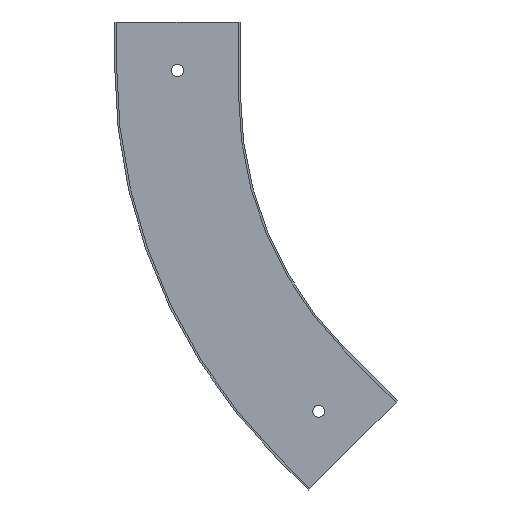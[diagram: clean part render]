
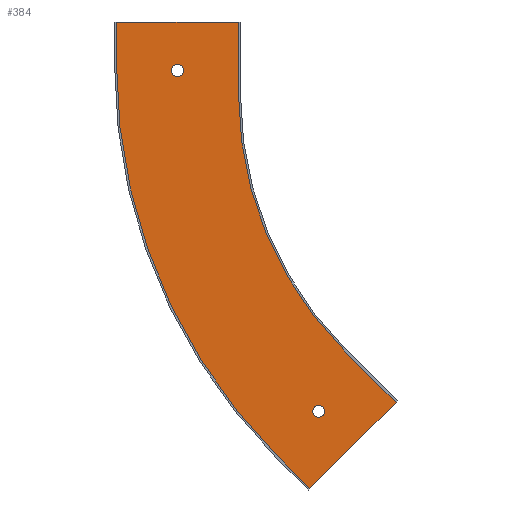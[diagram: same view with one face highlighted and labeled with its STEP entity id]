
A CAD part, front view. The second image highlights one B-rep face of the part: STEP entity #384.
In plain terms, the highlighted planar face has unit normal (0, -1, 0).
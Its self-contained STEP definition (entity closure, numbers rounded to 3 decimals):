
#5 = DIRECTION ( 'NONE',  ( 0., 0., 1. ) ) ;
#7 = CARTESIAN_POINT ( 'NONE',  ( 58.327, 0., -158.315 ) ) ;
#8 = CARTESIAN_POINT ( 'NONE',  ( 0., 0., -17.5 ) ) ;
#31 = CARTESIAN_POINT ( 'NONE',  ( 204., 0., -17.988 ) ) ;
#37 = DIRECTION ( 'NONE',  ( 0., 1., 0. ) ) ;
#102 = PLANE ( 'NONE',  #263 ) ;
#108 = LINE ( 'NONE', #456, #109 ) ;
#109 = VECTOR ( 'NONE', #455, 1000. ) ;
#110 = CIRCLE ( 'NONE', #294, 2.5 ) ;
#132 = LINE ( 'NONE', #429, #135 ) ;
#135 = VECTOR ( 'NONE', #428, 1000. ) ;
#181 = VERTEX_POINT ( 'NONE', #689 ) ;
#186 = VERTEX_POINT ( 'NONE', #683 ) ;
#187 = VERTEX_POINT ( 'NONE', #687 ) ;
#188 = VERTEX_POINT ( 'NONE', #686 ) ;
#189 = VERTEX_POINT ( 'NONE', #676 ) ;
#195 = VERTEX_POINT ( 'NONE', #667 ) ;
#197 = VERTEX_POINT ( 'NONE', #660 ) ;
#202 = ORIENTED_EDGE ( 'NONE', *, *, #289, .F. ) ;
#217 = ORIENTED_EDGE ( 'NONE', *, *, #334, .F. ) ;
#218 = ORIENTED_EDGE ( 'NONE', *, *, #336, .F. ) ;
#221 = ORIENTED_EDGE ( 'NONE', *, *, #314, .F. ) ;
#245 = VERTEX_POINT ( 'NONE', #707 ) ;
#252 = EDGE_CURVE ( 'NONE', #186, #187, #520, .T. ) ;
#253 = EDGE_CURVE ( 'NONE', #181, #189, #519, .T. ) ;
#256 = EDGE_CURVE ( 'NONE', #187, #195, #514, .T. ) ;
#263 = AXIS2_PLACEMENT_3D ( 'NONE', #31, #37, #5 ) ;
#267 = AXIS2_PLACEMENT_3D ( 'NONE', #681, #680, #679 ) ;
#270 = EDGE_CURVE ( 'NONE', #188, #181, #524, .T. ) ;
#285 = AXIS2_PLACEMENT_3D ( 'NONE', #693, #692, #691 ) ;
#289 = EDGE_CURVE ( 'NONE', #643, #643, #529, .T. ) ;
#294 = AXIS2_PLACEMENT_3D ( 'NONE', #451, #449, #447 ) ;
#314 = EDGE_CURVE ( 'NONE', #195, #245, #586, .T. ) ;
#317 = EDGE_CURVE ( 'NONE', #189, #186, #590, .T. ) ;
#320 = AXIS2_PLACEMENT_3D ( 'NONE', #652, #649, #648 ) ;
#334 = EDGE_CURVE ( 'NONE', #245, #197, #108, .T. ) ;
#336 = EDGE_CURVE ( 'NONE', #644, #644, #110, .T. ) ;
#349 = EDGE_CURVE ( 'NONE', #197, #188, #132, .T. ) ;
#384 = ADVANCED_FACE ( 'NONE', ( #631, #635, #626 ), #102, .F. ) ;
#390 = ORIENTED_EDGE ( 'NONE', *, *, #256, .F. ) ;
#395 = ORIENTED_EDGE ( 'NONE', *, *, #349, .F. ) ;
#414 = ORIENTED_EDGE ( 'NONE', *, *, #317, .F. ) ;
#415 = ORIENTED_EDGE ( 'NONE', *, *, #252, .F. ) ;
#419 = ORIENTED_EDGE ( 'NONE', *, *, #270, .F. ) ;
#420 = ORIENTED_EDGE ( 'NONE', *, *, #253, .F. ) ;
#428 = DIRECTION ( 'NONE',  ( 0., 0., -1. ) ) ;
#429 = CARTESIAN_POINT ( 'NONE',  ( 25.2, 0., -17.988 ) ) ;
#447 = DIRECTION ( 'NONE',  ( 0., 0., 1. ) ) ;
#449 = DIRECTION ( 'NONE',  ( 0., -1., 0. ) ) ;
#450 = CARTESIAN_POINT ( 'NONE',  ( 54.085, 0., -193.342 ) ) ;
#451 = CARTESIAN_POINT ( 'NONE',  ( 0., 0., -20. ) ) ;
#455 = DIRECTION ( 'NONE',  ( 1., 0., 0. ) ) ;
#456 = CARTESIAN_POINT ( 'NONE',  ( -26., 0., 0. ) ) ;
#496 = DIRECTION ( 'NONE',  ( 0., 0., 1. ) ) ;
#501 = CARTESIAN_POINT ( 'NONE',  ( -25.2, 0., -17.988 ) ) ;
#503 = DIRECTION ( 'NONE',  ( -0.707, 0., -0.707 ) ) ;
#509 = EDGE_LOOP ( 'NONE', ( #395, #217, #221, #390, #415, #414, #420, #419 ) ) ;
#511 = EDGE_LOOP ( 'NONE', ( #218 ) ) ;
#512 = EDGE_LOOP ( 'NONE', ( #202 ) ) ;
#514 = CIRCLE ( 'NONE', #285, 229.2 ) ;
#517 = VECTOR ( 'NONE', #700, 1000. ) ;
#519 = LINE ( 'NONE', #705, #517 ) ;
#520 = LINE ( 'NONE', #701, #521 ) ;
#521 = VECTOR ( 'NONE', #702, 1000. ) ;
#524 = CIRCLE ( 'NONE', #267, 149.8 ) ;
#529 = CIRCLE ( 'NONE', #320, 2.5 ) ;
#586 = LINE ( 'NONE', #501, #589 ) ;
#589 = VECTOR ( 'NONE', #496, 1000. ) ;
#590 = LINE ( 'NONE', #450, #593 ) ;
#593 = VECTOR ( 'NONE', #503, 1000. ) ;
#626 = FACE_OUTER_BOUND ( 'NONE', #509, .T. ) ;
#631 = FACE_BOUND ( 'NONE', #512, .T. ) ;
#635 = FACE_BOUND ( 'NONE', #511, .T. ) ;
#643 = VERTEX_POINT ( 'NONE', #7 ) ;
#644 = VERTEX_POINT ( 'NONE', #8 ) ;
#648 = DIRECTION ( 'NONE',  ( 0., 0., 1. ) ) ;
#649 = DIRECTION ( 'NONE',  ( 0., -1., 0. ) ) ;
#652 = CARTESIAN_POINT ( 'NONE',  ( 58.327, 0., -160.815 ) ) ;
#660 = CARTESIAN_POINT ( 'NONE',  ( 25.2, 0., 0. ) ) ;
#667 = CARTESIAN_POINT ( 'NONE',  ( -25.2, 0., -17.988 ) ) ;
#676 = CARTESIAN_POINT ( 'NONE',  ( 90.289, 0., -157.138 ) ) ;
#679 = DIRECTION ( 'NONE',  ( 0., 0., 1. ) ) ;
#680 = DIRECTION ( 'NONE',  ( 0., -1., 0. ) ) ;
#681 = CARTESIAN_POINT ( 'NONE',  ( 175., 0., -30. ) ) ;
#683 = CARTESIAN_POINT ( 'NONE',  ( 54.65, 0., -192.776 ) ) ;
#686 = CARTESIAN_POINT ( 'NONE',  ( 25.2, 0., -30. ) ) ;
#687 = CARTESIAN_POINT ( 'NONE',  ( 41.931, 0., -180.057 ) ) ;
#689 = CARTESIAN_POINT ( 'NONE',  ( 69.075, 0., -135.925 ) ) ;
#691 = DIRECTION ( 'NONE',  ( 0., 0., 1. ) ) ;
#692 = DIRECTION ( 'NONE',  ( 0., 1., 0. ) ) ;
#693 = CARTESIAN_POINT ( 'NONE',  ( 204., 0., -17.988 ) ) ;
#700 = DIRECTION ( 'NONE',  ( 0.707, 0., -0.707 ) ) ;
#701 = CARTESIAN_POINT ( 'NONE',  ( 41.931, 0., -180.057 ) ) ;
#702 = DIRECTION ( 'NONE',  ( -0.707, 0., 0.707 ) ) ;
#705 = CARTESIAN_POINT ( 'NONE',  ( 77.569, 0., -144.418 ) ) ;
#707 = CARTESIAN_POINT ( 'NONE',  ( -25.2, 0., 0. ) ) ;
